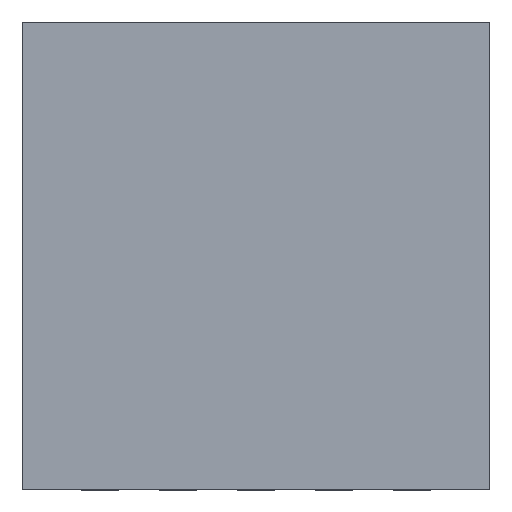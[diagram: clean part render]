
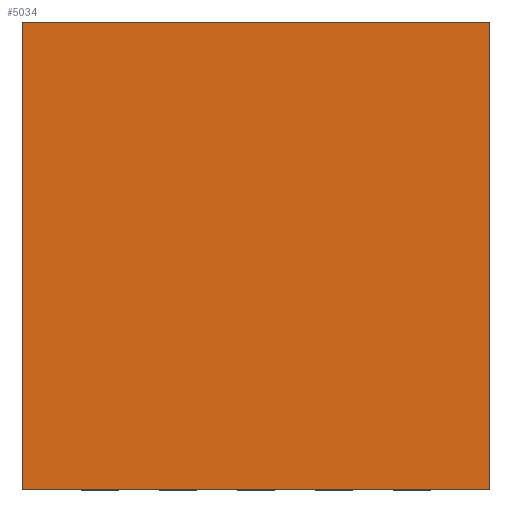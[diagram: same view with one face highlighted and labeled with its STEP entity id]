
A CAD part, top view. The second image highlights one B-rep face of the part: STEP entity #5034.
In plain terms, the highlighted planar face has unit normal (0, 0, 1).
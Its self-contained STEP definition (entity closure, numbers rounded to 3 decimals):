
#3 = DIRECTION ( 'NONE',  ( 0., 1., 0. ) ) ;
#308 = VECTOR ( 'NONE', #2321, 1000. ) ;
#313 = CARTESIAN_POINT ( 'NONE',  ( 1.5, -1.5, 0.7 ) ) ;
#818 = VERTEX_POINT ( 'NONE', #3550 ) ;
#907 = EDGE_CURVE ( 'NONE', #1969, #4407, #5142, .T. ) ;
#912 = DIRECTION ( 'NONE',  ( 1., 0., 0. ) ) ;
#972 = VECTOR ( 'NONE', #912, 1000. ) ;
#1128 = CARTESIAN_POINT ( 'NONE',  ( 0., 0., 0.7 ) ) ;
#1248 = CARTESIAN_POINT ( 'NONE',  ( -1.5, -1.5, 0.7 ) ) ;
#1330 = CARTESIAN_POINT ( 'NONE',  ( -1.5, -1.5, 0.7 ) ) ;
#1374 = AXIS2_PLACEMENT_3D ( 'NONE', #1128, #5144, #5200 ) ;
#1413 = EDGE_LOOP ( 'NONE', ( #1866, #2423, #2772, #2136 ) ) ;
#1431 = LINE ( 'NONE', #1804, #308 ) ;
#1582 = EDGE_CURVE ( 'NONE', #4407, #818, #4653, .T. ) ;
#1616 = LINE ( 'NONE', #1248, #972 ) ;
#1804 = CARTESIAN_POINT ( 'NONE',  ( -1.5, 1.5, 0.7 ) ) ;
#1866 = ORIENTED_EDGE ( 'NONE', *, *, #907, .T. ) ;
#1969 = VERTEX_POINT ( 'NONE', #313 ) ;
#2136 = ORIENTED_EDGE ( 'NONE', *, *, #4491, .T. ) ;
#2158 = CARTESIAN_POINT ( 'NONE',  ( 1.5, 1.5, 0.7 ) ) ;
#2288 = CARTESIAN_POINT ( 'NONE',  ( -1.5, 1.5, 0.7 ) ) ;
#2321 = DIRECTION ( 'NONE',  ( 0., -1., 0. ) ) ;
#2423 = ORIENTED_EDGE ( 'NONE', *, *, #1582, .T. ) ;
#2439 = EDGE_CURVE ( 'NONE', #818, #3819, #1431, .T. ) ;
#2772 = ORIENTED_EDGE ( 'NONE', *, *, #2439, .T. ) ;
#3550 = CARTESIAN_POINT ( 'NONE',  ( -1.5, 1.5, 0.7 ) ) ;
#3819 = VERTEX_POINT ( 'NONE', #1330 ) ;
#4124 = VECTOR ( 'NONE', #3, 1000. ) ;
#4210 = VECTOR ( 'NONE', #4284, 1000. ) ;
#4284 = DIRECTION ( 'NONE',  ( -1., 0., 0. ) ) ;
#4324 = PLANE ( 'NONE',  #1374 ) ;
#4351 = FACE_OUTER_BOUND ( 'NONE', #1413, .T. ) ;
#4407 = VERTEX_POINT ( 'NONE', #2158 ) ;
#4433 = CARTESIAN_POINT ( 'NONE',  ( 1.5, 1.5, 0.7 ) ) ;
#4491 = EDGE_CURVE ( 'NONE', #3819, #1969, #1616, .T. ) ;
#4653 = LINE ( 'NONE', #2288, #4210 ) ;
#5034 = ADVANCED_FACE ( 'NONE', ( #4351 ), #4324, .T. ) ;
#5142 = LINE ( 'NONE', #4433, #4124 ) ;
#5144 = DIRECTION ( 'NONE',  ( 0., 0., 1. ) ) ;
#5200 = DIRECTION ( 'NONE',  ( 1., 0., 0. ) ) ;
